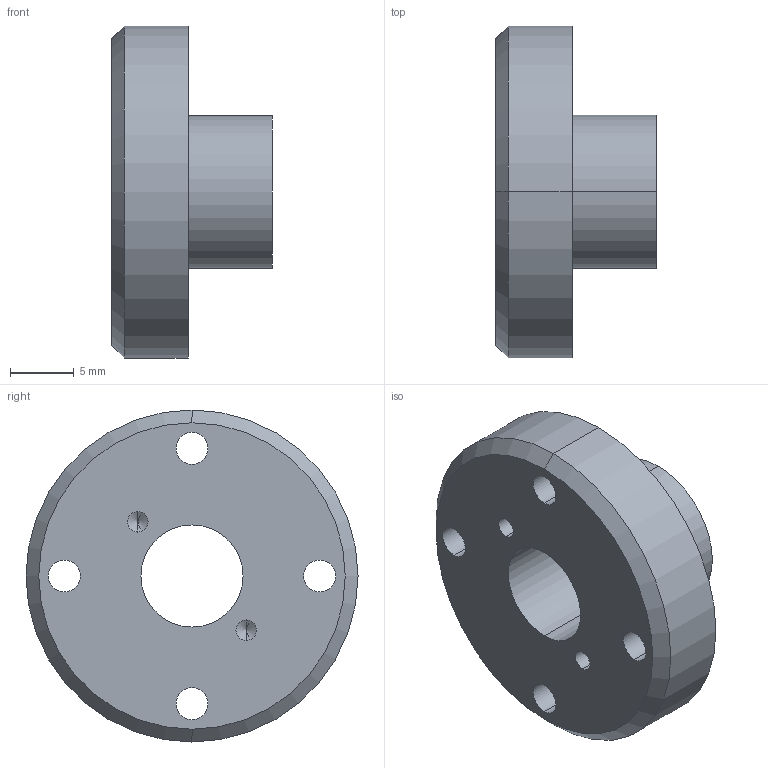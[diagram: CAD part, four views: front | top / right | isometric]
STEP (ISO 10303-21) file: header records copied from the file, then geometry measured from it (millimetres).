
FILE_DESCRIPTION (( 'STEP AP214' ), '1' );
FILE_NAME ('Bague épaulée REP 11-1.STEP', '2021-01-31T12:28:47', ( '' ), ( '' ), 'SwSTEP 2.0', 'SolidWorks 2019', '' );
FILE_SCHEMA (( 'AUTOMOTIVE_DESIGN' ));
Length unit declared in the file: millimetre
Products named in the file (1): Bague 廧aul嶪 REP 11-1
Bounding box: 12.6 x 26 x 26 mm (x, y, z)
Volume: 3120.3 mm3; surface area: 2167.9 mm2
Topology: 1 solids, 1 shells, 27 faces, 66 edges, 40 vertices
Faces by surface type: cylinder 18, cone 6, plane 3
Entity records: 968 total; most frequent: DIRECTION 156, CARTESIAN_POINT 130, ORIENTED_EDGE 124, AXIS2_PLACEMENT_3D 66, EDGE_CURVE 62, VERTEX_POINT 40, EDGE_LOOP 40, CIRCLE 38
